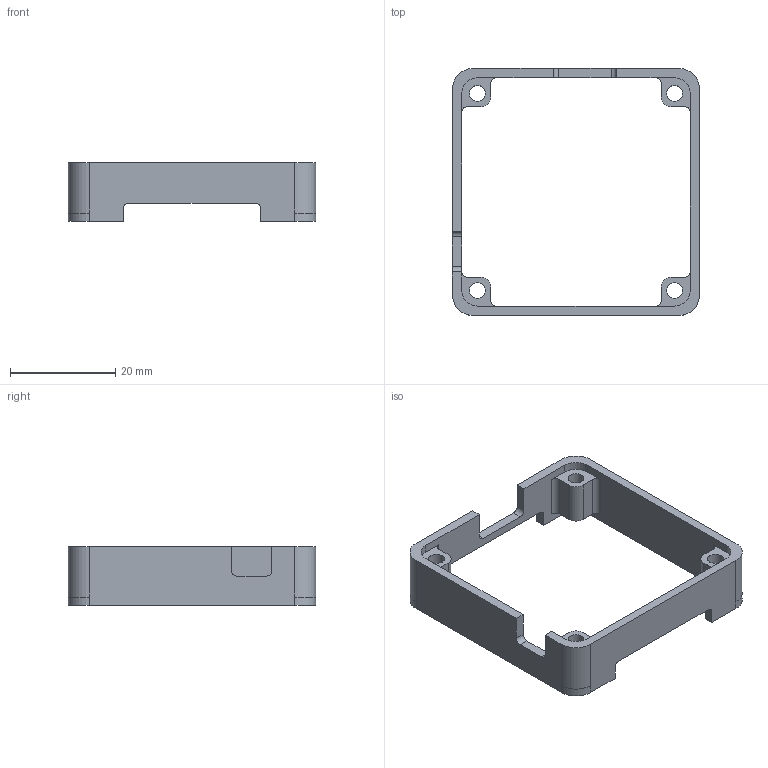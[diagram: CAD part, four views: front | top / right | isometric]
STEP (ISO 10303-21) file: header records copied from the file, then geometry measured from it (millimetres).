
FILE_DESCRIPTION(('FreeCAD Model'),'2;1');
FILE_NAME( 'body_case.step', '2020-03-07T00:59:44',('Anool'),('Wyolum'), 'Open CASCADE STEP processor 7.3','FreeCAD','Unknown');
FILE_SCHEMA(('AUTOMOTIVE_DESIGN { 1 0 10303 214 1 1 1 1 }'));
Length unit declared in the file: millimetre
Products named in the file (1): body_case
Bounding box: 47 x 47 x 11.2 mm (x, y, z)
Volume: 3712.2 mm3; surface area: 4478.6 mm2
Topology: 1 solids, 1 shells, 85 faces, 246 edges, 161 vertices
Faces by surface type: plane 45, cylinder 40
Full cylindrical faces by diameter (mm): 3 x4
Entity records: 2849 total; most frequent: DIRECTION 498, CARTESIAN_POINT 493, ORIENTED_EDGE 492, EDGE_CURVE 246, AXIS2_PLACEMENT_3D 166, LINE 166, VECTOR 166, VERTEX_POINT 161
